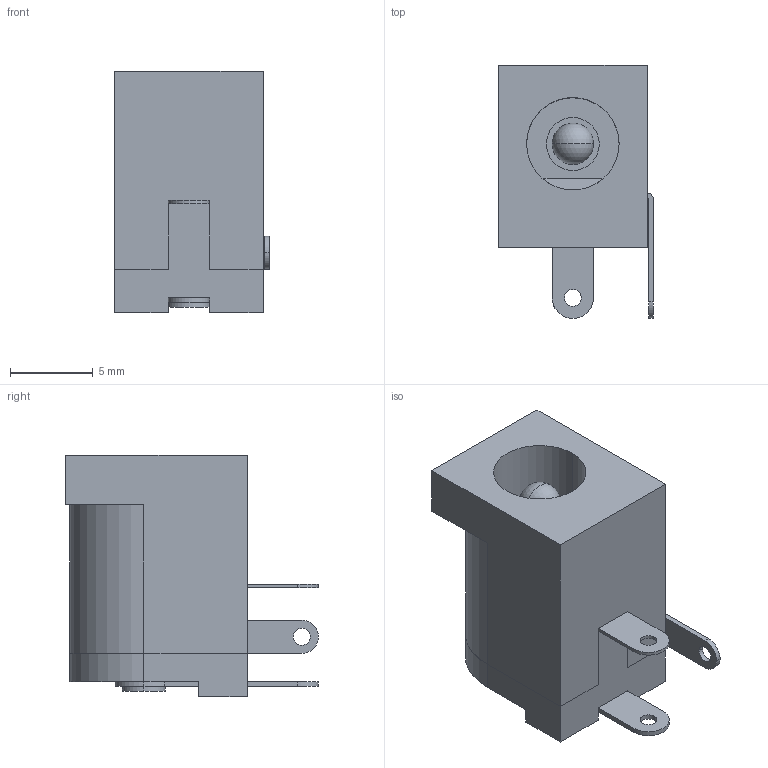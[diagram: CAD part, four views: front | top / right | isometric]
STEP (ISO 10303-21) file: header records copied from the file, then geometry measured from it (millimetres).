
FILE_DESCRIPTION (( 'STEP AP214' ), '1' );
FILE_NAME ('EJ503B.STEP', '2020-02-07T04:56:46', ( '' ), ( '' ), 'SwSTEP 2.0', 'SolidWorks 2017', '' );
FILE_SCHEMA (( 'AUTOMOTIVE_DESIGN' ));
Length unit declared in the file: millimetre
Products named in the file (1): EJ503B
Bounding box: 9.38 x 15.3 x 14.62 mm (x, y, z)
Volume: 1075.3 mm3; surface area: 1414.1 mm2
Topology: 7 solids, 7 shells, 80 faces, 192 edges, 127 vertices
Faces by surface type: plane 52, cylinder 26, sphere 2
Entity records: 2397 total; most frequent: DIRECTION 402, CARTESIAN_POINT 397, ORIENTED_EDGE 376, EDGE_CURVE 188, AXIS2_PLACEMENT_3D 134, LINE 134, VECTOR 134, VERTEX_POINT 125
